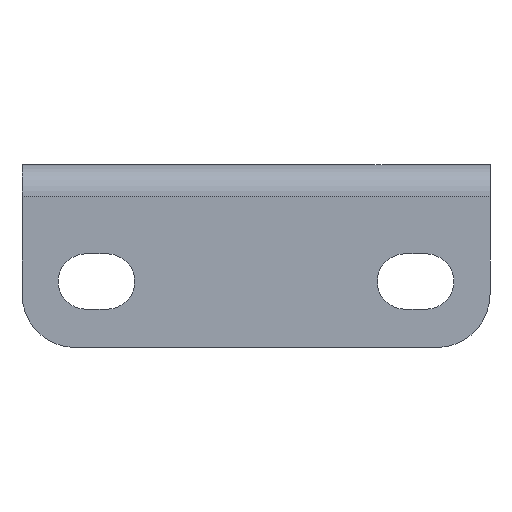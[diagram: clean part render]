
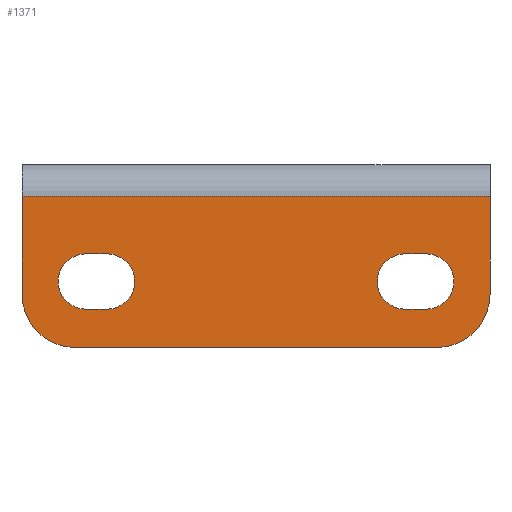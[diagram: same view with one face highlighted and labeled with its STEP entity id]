
A CAD part, front view. The second image highlights one B-rep face of the part: STEP entity #1371.
In plain terms, the highlighted planar face has unit normal (0, -1, 0).
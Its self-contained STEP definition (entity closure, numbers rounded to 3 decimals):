
#1 = VERTEX_POINT ( 'NONE', #783 ) ;
#18 = DIRECTION ( 'NONE',  ( 0., 1., 0. ) ) ;
#35 = CARTESIAN_POINT ( 'NONE',  ( 22., -23.1, 5.6 ) ) ;
#47 = CARTESIAN_POINT ( 'NONE',  ( -22., -23.1, 8.6 ) ) ;
#77 = EDGE_LOOP ( 'NONE', ( #809, #303, #1435, #1378 ) ) ;
#78 = EDGE_CURVE ( 'NONE', #1370, #1, #825, .T. ) ;
#88 = CARTESIAN_POINT ( 'NONE',  ( 22., -23.1, 5.6 ) ) ;
#102 = CARTESIAN_POINT ( 'NONE',  ( 14., -23.1, 0.2 ) ) ;
#122 = FACE_OUTER_BOUND ( 'NONE', #1101, .T. ) ;
#129 = VERTEX_POINT ( 'NONE', #88 ) ;
#137 = ORIENTED_EDGE ( 'NONE', *, *, #1444, .T. ) ;
#144 = VERTEX_POINT ( 'NONE', #1207 ) ;
#156 = EDGE_CURVE ( 'NONE', #1, #297, #1953, .T. ) ;
#160 = CARTESIAN_POINT ( 'NONE',  ( 17., -23.1, -8.6 ) ) ;
#161 = DIRECTION ( 'NONE',  ( 0., 0., 1. ) ) ;
#194 = LINE ( 'NONE', #47, #1846 ) ;
#215 = EDGE_CURVE ( 'NONE', #1940, #1085, #568, .T. ) ;
#223 = ORIENTED_EDGE ( 'NONE', *, *, #443, .F. ) ;
#230 = ORIENTED_EDGE ( 'NONE', *, *, #1538, .F. ) ;
#270 = DIRECTION ( 'NONE',  ( -1., 0., 0. ) ) ;
#297 = VERTEX_POINT ( 'NONE', #1796 ) ;
#303 = ORIENTED_EDGE ( 'NONE', *, *, #78, .T. ) ;
#308 = EDGE_CURVE ( 'NONE', #997, #880, #1324, .T. ) ;
#316 = VERTEX_POINT ( 'NONE', #2059 ) ;
#323 = CARTESIAN_POINT ( 'NONE',  ( -17., -23.1, -3.6 ) ) ;
#332 = CARTESIAN_POINT ( 'NONE',  ( -16., -23.1, -5. ) ) ;
#347 = LINE ( 'NONE', #35, #1994 ) ;
#357 = ORIENTED_EDGE ( 'NONE', *, *, #1123, .F. ) ;
#364 = ORIENTED_EDGE ( 'NONE', *, *, #1525, .T. ) ;
#382 = AXIS2_PLACEMENT_3D ( 'NONE', #435, #1555, #603 ) ;
#389 = EDGE_LOOP ( 'NONE', ( #357, #632, #364, #1944 ) ) ;
#419 = CARTESIAN_POINT ( 'NONE',  ( 14., -23.1, -5. ) ) ;
#432 = CARTESIAN_POINT ( 'NONE',  ( -14., -23.1, -2.4 ) ) ;
#435 = CARTESIAN_POINT ( 'NONE',  ( 17., -23.1, -3.6 ) ) ;
#438 = EDGE_CURVE ( 'NONE', #1951, #1472, #194, .T. ) ;
#443 = EDGE_CURVE ( 'NONE', #129, #1085, #1003, .T. ) ;
#485 = DIRECTION ( 'NONE',  ( 0., 0., 1. ) ) ;
#509 = CARTESIAN_POINT ( 'NONE',  ( -16., -23.1, -5. ) ) ;
#527 = CIRCLE ( 'NONE', #604, 5. ) ;
#528 = VECTOR ( 'NONE', #270, 1000. ) ;
#562 = VECTOR ( 'NONE', #1597, 1000. ) ;
#565 = LINE ( 'NONE', #742, #528 ) ;
#568 = CIRCLE ( 'NONE', #382, 5. ) ;
#588 = CARTESIAN_POINT ( 'NONE',  ( -14., -23.1, -5. ) ) ;
#596 = DIRECTION ( 'NONE',  ( 0., 0., 1. ) ) ;
#603 = DIRECTION ( 'NONE',  ( 0., 0., 1. ) ) ;
#604 = AXIS2_PLACEMENT_3D ( 'NONE', #323, #1447, #485 ) ;
#632 = ORIENTED_EDGE ( 'NONE', *, *, #1817, .T. ) ;
#655 = PLANE ( 'NONE',  #1281 ) ;
#661 = CARTESIAN_POINT ( 'NONE',  ( 22., -23.1, 8.6 ) ) ;
#686 = DIRECTION ( 'NONE',  ( 0., 0., -1. ) ) ;
#704 = DIRECTION ( 'NONE',  ( 0., 1., 0. ) ) ;
#734 = VERTEX_POINT ( 'NONE', #1417 ) ;
#742 = CARTESIAN_POINT ( 'NONE',  ( 22., -23.1, -8.6 ) ) ;
#773 = DIRECTION ( 'NONE',  ( 0., 0., 1. ) ) ;
#783 = CARTESIAN_POINT ( 'NONE',  ( -16., -23.1, 0.2 ) ) ;
#785 = EDGE_CURVE ( 'NONE', #297, #1301, #2051, .T. ) ;
#809 = ORIENTED_EDGE ( 'NONE', *, *, #1110, .F. ) ;
#822 = LINE ( 'NONE', #2028, #1427 ) ;
#825 = CIRCLE ( 'NONE', #860, 2.6 ) ;
#830 = CARTESIAN_POINT ( 'NONE',  ( 16., -23.1, -2.4 ) ) ;
#831 = CARTESIAN_POINT ( 'NONE',  ( -22., -23.1, -3.6 ) ) ;
#860 = AXIS2_PLACEMENT_3D ( 'NONE', #2081, #1115, #161 ) ;
#880 = VERTEX_POINT ( 'NONE', #102 ) ;
#908 = LINE ( 'NONE', #509, #1770 ) ;
#956 = CARTESIAN_POINT ( 'NONE',  ( -16., -23.1, 0.2 ) ) ;
#997 = VERTEX_POINT ( 'NONE', #419 ) ;
#1000 = DIRECTION ( 'NONE',  ( 0., 0., 1. ) ) ;
#1003 = LINE ( 'NONE', #1012, #562 ) ;
#1012 = CARTESIAN_POINT ( 'NONE',  ( 22., -23.1, 8.6 ) ) ;
#1071 = DIRECTION ( 'NONE',  ( -1., 0., 0. ) ) ;
#1085 = VERTEX_POINT ( 'NONE', #1620 ) ;
#1101 = EDGE_LOOP ( 'NONE', ( #230, #1532, #223, #137, #1517, #1667 ) ) ;
#1110 = EDGE_CURVE ( 'NONE', #1370, #1301, #908, .T. ) ;
#1115 = DIRECTION ( 'NONE',  ( 0., 1., 0. ) ) ;
#1123 = EDGE_CURVE ( 'NONE', #316, #880, #1285, .T. ) ;
#1143 = DIRECTION ( 'NONE',  ( 0., 0., 1. ) ) ;
#1193 = CIRCLE ( 'NONE', #1455, 2.6 ) ;
#1207 = CARTESIAN_POINT ( 'NONE',  ( 16., -23.1, -5. ) ) ;
#1281 = AXIS2_PLACEMENT_3D ( 'NONE', #661, #18, #1143 ) ;
#1285 = LINE ( 'NONE', #1947, #2087 ) ;
#1286 = CARTESIAN_POINT ( 'NONE',  ( -22., -23.1, 5.6 ) ) ;
#1301 = VERTEX_POINT ( 'NONE', #588 ) ;
#1303 = FACE_BOUND ( 'NONE', #77, .T. ) ;
#1324 = CIRCLE ( 'NONE', #1890, 2.6 ) ;
#1370 = VERTEX_POINT ( 'NONE', #332 ) ;
#1371 = ADVANCED_FACE ( 'NONE', ( #1303, #122, #1734 ), #655, .F. ) ;
#1378 = ORIENTED_EDGE ( 'NONE', *, *, #785, .T. ) ;
#1417 = CARTESIAN_POINT ( 'NONE',  ( -17., -23.1, -8.6 ) ) ;
#1427 = VECTOR ( 'NONE', #1071, 1000. ) ;
#1435 = ORIENTED_EDGE ( 'NONE', *, *, #156, .T. ) ;
#1444 = EDGE_CURVE ( 'NONE', #129, #1951, #347, .T. ) ;
#1447 = DIRECTION ( 'NONE',  ( 0., -1., 0. ) ) ;
#1455 = AXIS2_PLACEMENT_3D ( 'NONE', #830, #1956, #1000 ) ;
#1472 = VERTEX_POINT ( 'NONE', #831 ) ;
#1517 = ORIENTED_EDGE ( 'NONE', *, *, #438, .T. ) ;
#1525 = EDGE_CURVE ( 'NONE', #144, #997, #822, .T. ) ;
#1532 = ORIENTED_EDGE ( 'NONE', *, *, #215, .T. ) ;
#1534 = DIRECTION ( 'NONE',  ( -1., 0., 0. ) ) ;
#1538 = EDGE_CURVE ( 'NONE', #1940, #734, #565, .T. ) ;
#1550 = DIRECTION ( 'NONE',  ( 0., 1., 0. ) ) ;
#1555 = DIRECTION ( 'NONE',  ( 0., -1., 0. ) ) ;
#1597 = DIRECTION ( 'NONE',  ( 0., 0., -1. ) ) ;
#1620 = CARTESIAN_POINT ( 'NONE',  ( 22., -23.1, -3.6 ) ) ;
#1637 = CARTESIAN_POINT ( 'NONE',  ( 14., -23.1, -2.4 ) ) ;
#1667 = ORIENTED_EDGE ( 'NONE', *, *, #1933, .T. ) ;
#1734 = FACE_BOUND ( 'NONE', #389, .T. ) ;
#1763 = DIRECTION ( 'NONE',  ( 1., 0., 0. ) ) ;
#1770 = VECTOR ( 'NONE', #1800, 1000. ) ;
#1796 = CARTESIAN_POINT ( 'NONE',  ( -14., -23.1, 0.2 ) ) ;
#1800 = DIRECTION ( 'NONE',  ( 1., 0., 0. ) ) ;
#1817 = EDGE_CURVE ( 'NONE', #316, #144, #1193, .T. ) ;
#1846 = VECTOR ( 'NONE', #686, 1000. ) ;
#1890 = AXIS2_PLACEMENT_3D ( 'NONE', #1637, #704, #773 ) ;
#1933 = EDGE_CURVE ( 'NONE', #1472, #734, #527, .T. ) ;
#1940 = VERTEX_POINT ( 'NONE', #160 ) ;
#1944 = ORIENTED_EDGE ( 'NONE', *, *, #308, .T. ) ;
#1947 = CARTESIAN_POINT ( 'NONE',  ( 16., -23.1, 0.2 ) ) ;
#1951 = VERTEX_POINT ( 'NONE', #1286 ) ;
#1953 = LINE ( 'NONE', #956, #1998 ) ;
#1956 = DIRECTION ( 'NONE',  ( 0., 1., 0. ) ) ;
#1957 = DIRECTION ( 'NONE',  ( -1., 0., 0. ) ) ;
#1994 = VECTOR ( 'NONE', #1957, 1000. ) ;
#1995 = AXIS2_PLACEMENT_3D ( 'NONE', #432, #1550, #596 ) ;
#1998 = VECTOR ( 'NONE', #1763, 1000. ) ;
#2028 = CARTESIAN_POINT ( 'NONE',  ( 16., -23.1, -5. ) ) ;
#2051 = CIRCLE ( 'NONE', #1995, 2.6 ) ;
#2059 = CARTESIAN_POINT ( 'NONE',  ( 16., -23.1, 0.2 ) ) ;
#2081 = CARTESIAN_POINT ( 'NONE',  ( -16., -23.1, -2.4 ) ) ;
#2087 = VECTOR ( 'NONE', #1534, 1000. ) ;
